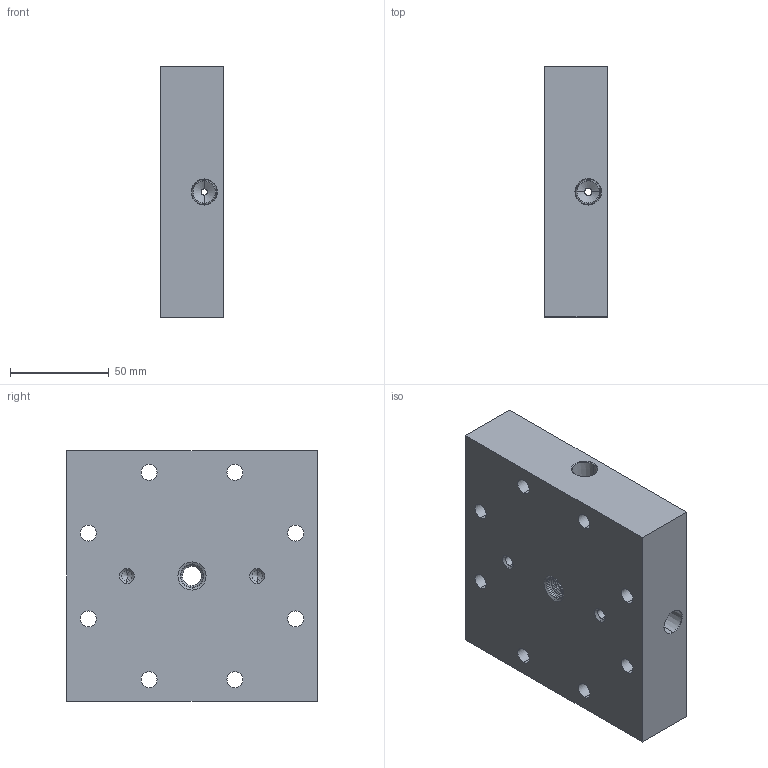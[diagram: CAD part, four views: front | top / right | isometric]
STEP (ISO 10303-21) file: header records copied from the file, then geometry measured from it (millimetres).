
FILE_DESCRIPTION (( 'STEP AP214' ), '1' );
FILE_NAME ('Injector V2.STEP', '2024-04-15T05:07:50', ( '' ), ( '' ), 'SwSTEP 2.0', 'SolidWorks 2024', '' );
FILE_SCHEMA (( 'AUTOMOTIVE_DESIGN' ));
Length unit declared in the file: inch
Products named in the file (1): Injector V2
Bounding box: 31.75 x 127 x 127 mm (x, y, z)
Volume: 455824.6 mm3; surface area: 61026.1 mm2
Topology: 1 solids, 1 shells, 119 faces, 292 edges, 176 vertices
Faces by surface type: cylinder 62, cone 38, plane 12, torus 4, bspline 3
Entity records: 5495 total; most frequent: CARTESIAN_POINT 2718, DIRECTION 579, ORIENTED_EDGE 576, EDGE_CURVE 288, AXIS2_PLACEMENT_3D 231, VERTEX_POINT 176, EDGE_LOOP 150, ADVANCED_FACE 119
